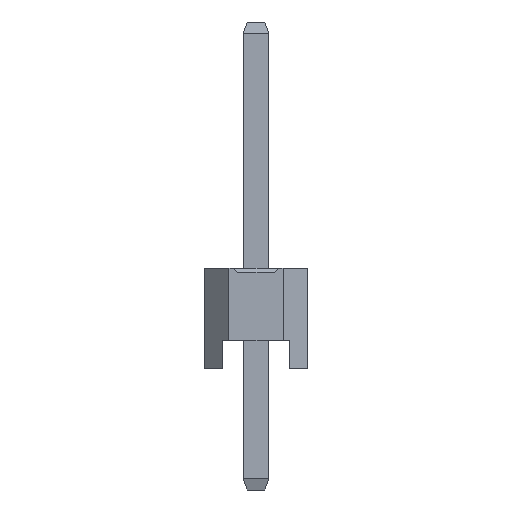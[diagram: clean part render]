
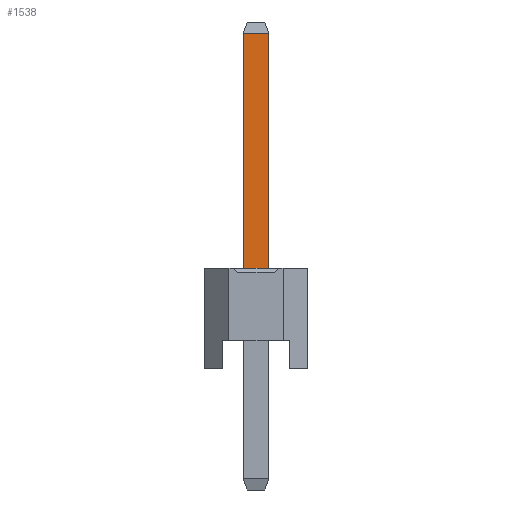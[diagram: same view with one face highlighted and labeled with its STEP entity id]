
A CAD part, left-side view. The second image highlights one B-rep face of the part: STEP entity #1538.
In plain terms, the highlighted planar face has unit normal (-1, 0, 0).
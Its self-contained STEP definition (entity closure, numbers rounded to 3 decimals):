
#1538=ADVANCED_FACE('',(#3996),#3998,.T.);
#3996=FACE_BOUND('',#3997,.T.);
#3997=EDGE_LOOP('',(#5925,#5926,#5927,#5928));
#3998=PLANE('',#3999);
#3999=AXIS2_PLACEMENT_3D('',#4000,#4001,#4002);
#4000=CARTESIAN_POINT('',(-0.32,0.32,-3.));
#4001=DIRECTION('',(-1.,0.,0.));
#4002=DIRECTION('',(0.,-1.,0.));
#5925=ORIENTED_EDGE('',*,*,#7052,.F.);
#5926=ORIENTED_EDGE('',*,*,#7047,.F.);
#5927=ORIENTED_EDGE('',*,*,#6684,.T.);
#5928=ORIENTED_EDGE('',*,*,#7051,.T.);
#6684=EDGE_CURVE('',#7638,#7642,#7644,.T.);
#7047=EDGE_CURVE('',#7638,#8186,#8189,.T.);
#7051=EDGE_CURVE('',#7642,#8193,#8195,.T.);
#7052=EDGE_CURVE('',#8186,#8193,#8196,.T.);
#7638=VERTEX_POINT('',#9274);
#7642=VERTEX_POINT('',#9282);
#7644=LINE('',#9286,#9287);
#8186=VERTEX_POINT('',#10550);
#8189=LINE('',#10557,#10558);
#8193=VERTEX_POINT('',#10567);
#8195=LINE('',#10571,#10572);
#8196=LINE('',#10574,#10575);
#9274=CARTESIAN_POINT('',(-0.32,0.32,2.5));
#9282=CARTESIAN_POINT('',(-0.32,-0.32,2.5));
#9286=CARTESIAN_POINT('',(-0.32,0.32,2.5));
#9287=VECTOR('',#9288,1.);
#9288=DIRECTION('',(0.,-1.,0.));
#10550=CARTESIAN_POINT('',(-0.32,0.32,8.325));
#10557=CARTESIAN_POINT('',(-0.32,0.32,2.5));
#10558=VECTOR('',#10559,1.);
#10559=DIRECTION('',(0.,0.,1.));
#10567=CARTESIAN_POINT('',(-0.32,-0.32,8.325));
#10571=CARTESIAN_POINT('',(-0.32,-0.32,2.5));
#10572=VECTOR('',#10573,1.);
#10573=DIRECTION('',(0.,0.,1.));
#10574=CARTESIAN_POINT('',(-0.32,0.32,8.325));
#10575=VECTOR('',#10576,1.);
#10576=DIRECTION('',(0.,-1.,0.));
